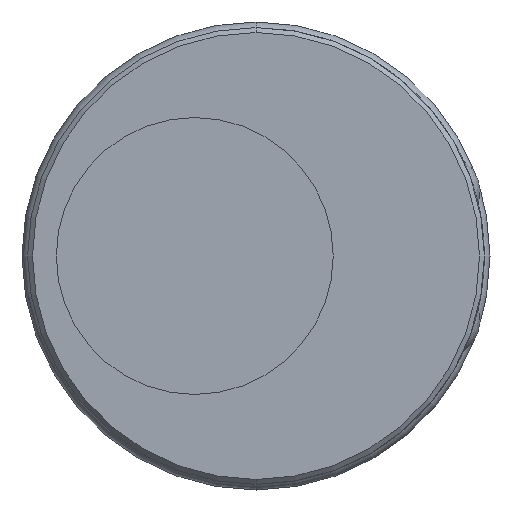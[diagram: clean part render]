
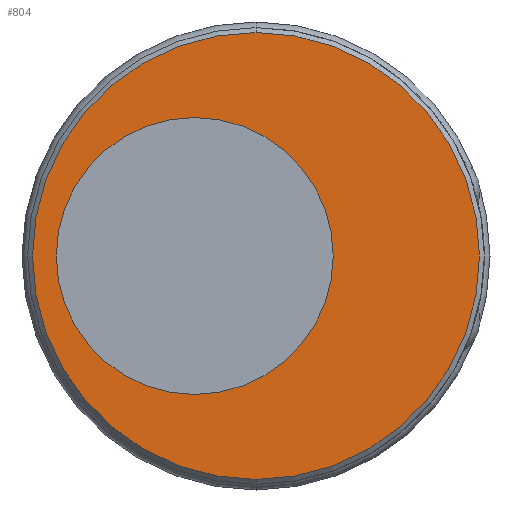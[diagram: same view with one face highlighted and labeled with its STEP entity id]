
A CAD part, front view. The second image highlights one B-rep face of the part: STEP entity #804.
In plain terms, the highlighted planar face has unit normal (0, -1, 0).
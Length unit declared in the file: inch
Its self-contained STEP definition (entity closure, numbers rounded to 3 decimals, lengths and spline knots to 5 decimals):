
#14=CARTESIAN_POINT('',(0.,0.,0.));
#15=DIRECTION('',(0.,-1.,0.));
#16=DIRECTION('',(0.,0.,1.));
#17=AXIS2_PLACEMENT_3D('',#14,#15,#16);
#19=CARTESIAN_POINT('',(0.,0.,0.));
#20=DIRECTION('',(0.,-1.,0.));
#21=DIRECTION('',(0.,0.,-1.));
#22=AXIS2_PLACEMENT_3D('',#19,#20,#21);
#24=CARTESIAN_POINT('',(-0.125,0.,0.));
#25=DIRECTION('',(0.,1.,0.));
#26=DIRECTION('',(0.,0.,-1.));
#27=AXIS2_PLACEMENT_3D('',#24,#25,#26);
#29=CARTESIAN_POINT('',(-0.125,0.,0.));
#30=DIRECTION('',(0.,1.,0.));
#31=DIRECTION('',(0.,0.,1.));
#32=AXIS2_PLACEMENT_3D('',#29,#30,#31);
#725=CARTESIAN_POINT('',(0.,0.,0.456));
#726=CARTESIAN_POINT('',(0.,0.,-0.456));
#727=VERTEX_POINT('',#725);
#728=VERTEX_POINT('',#726);
#783=CARTESIAN_POINT('',(-0.125,0.,-0.2825));
#784=CARTESIAN_POINT('',(-0.125,0.,0.2825));
#785=VERTEX_POINT('',#783);
#786=VERTEX_POINT('',#784);
#787=CARTESIAN_POINT('',(0.,0.,0.));
#788=DIRECTION('',(0.,1.,0.));
#789=DIRECTION('',(0.,0.,-1.));
#790=AXIS2_PLACEMENT_3D('',#787,#788,#789);
#791=PLANE('',#790);
#793=ORIENTED_EDGE('',*,*,#792,.F.);
#795=ORIENTED_EDGE('',*,*,#794,.F.);
#796=EDGE_LOOP('',(#793,#795));
#797=FACE_OUTER_BOUND('',#796,.F.);
#799=ORIENTED_EDGE('',*,*,#798,.F.);
#801=ORIENTED_EDGE('',*,*,#800,.F.);
#802=EDGE_LOOP('',(#799,#801));
#803=FACE_BOUND('',#802,.F.);
#18=CIRCLE('',#17,0.456);
#23=CIRCLE('',#22,0.456);
#28=CIRCLE('',#27,0.2825);
#33=CIRCLE('',#32,0.2825);
#792=EDGE_CURVE('',#727,#728,#18,.T.);
#794=EDGE_CURVE('',#728,#727,#23,.T.);
#798=EDGE_CURVE('',#785,#786,#28,.T.);
#800=EDGE_CURVE('',#786,#785,#33,.T.);
#804=ADVANCED_FACE('',(#797,#803),#791,.F.);
